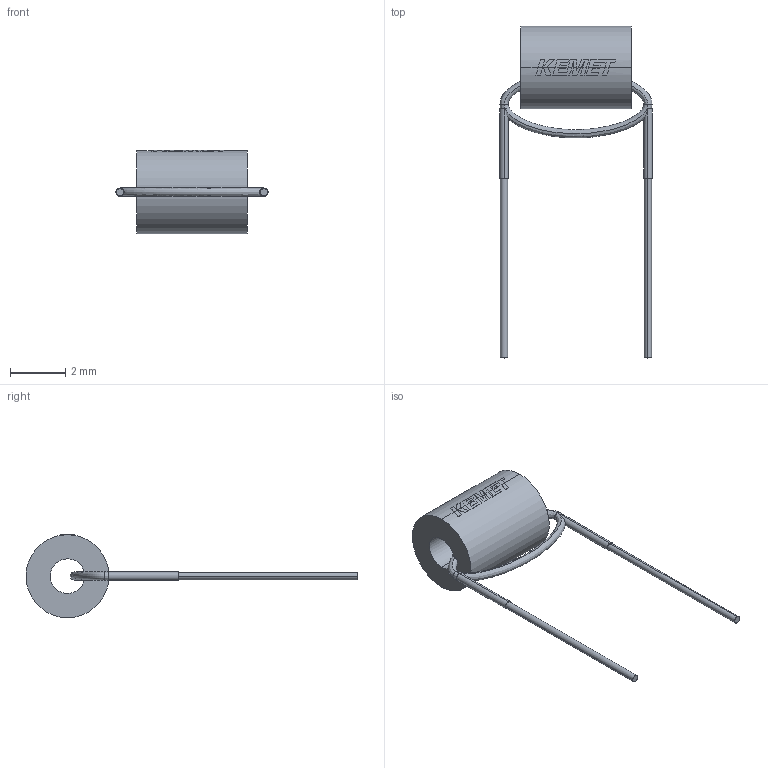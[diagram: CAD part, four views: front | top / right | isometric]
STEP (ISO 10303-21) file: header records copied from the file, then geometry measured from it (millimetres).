
FILE_DESCRIPTION (( 'STEP AP214' ), '1' );
FILE_NAME ('IL_B13457_L9W6LL6.5G1.5.STEP', '2018-03-26T16:08:05', ( '' ), ( '' ), 'SwSTEP 2.0', 'SolidWorks 2014', '' );
FILE_SCHEMA (( 'AUTOMOTIVE_DESIGN' ));
Length unit declared in the file: millimetre
Products named in the file (1): IL_B13457_L9W6LL6.5G1.5
Bounding box: 5.5 x 12 x 3.01 mm (x, y, z)
Volume: 25.2 mm3; surface area: 91.2 mm2
Topology: 3 solids, 3 shells, 98 faces, 278 edges, 184 vertices
Faces by surface type: bspline 37, plane 31, cylinder 30
Entity records: 6275 total; most frequent: CARTESIAN_POINT 3743, ORIENTED_EDGE 556, EDGE_CURVE 278, DIRECTION 254, VERTEX_POINT 184, B_SPLINE_CURVE_WITH_KNOTS 171, EDGE_LOOP 102, FACE_OUTER_BOUND 98
